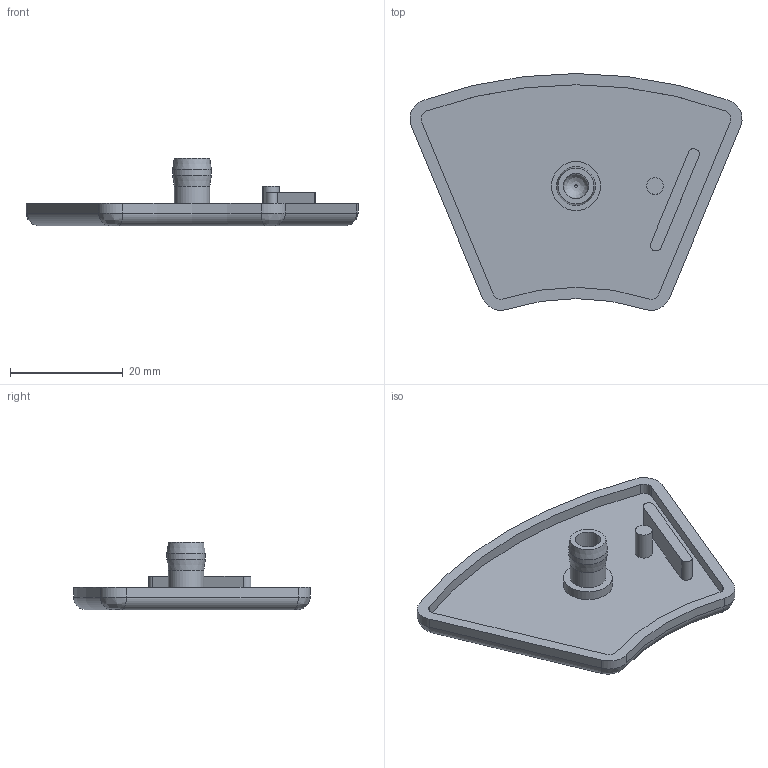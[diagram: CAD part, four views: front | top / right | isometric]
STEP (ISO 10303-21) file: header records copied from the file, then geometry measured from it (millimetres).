
FILE_DESCRIPTION((''),'2;1');
FILE_NAME('SZ0027S-A.stp','2013-08-20T07:59:47',('janine behrens'),(''),'Autodesk Inventor 2012','Autodesk Inventor 2012','');
FILE_SCHEMA(('AUTOMOTIVE_DESIGN { 1 0 10303 214 1 1 1 1 }'));
Length unit declared in the file: millimetre
Products named in the file (1): SZ0027S-A
Bounding box: 59.01 x 42.1 x 12 mm (x, y, z)
Volume: 4666.8 mm3; surface area: 5098.2 mm2
Topology: 1 solids, 1 shells, 44 faces, 96 edges, 60 vertices
Faces by surface type: cylinder 21, plane 14, bspline 5, torus 2, cone 2
Full cylindrical faces by diameter (mm): 3 x1, 4.5 x1, 6.3 x1, 6.9 x1, 8.7 x1
Entity records: 1326 total; most frequent: CARTESIAN_POINT 333, DIRECTION 222, ORIENTED_EDGE 176, AXIS2_PLACEMENT_3D 94, EDGE_CURVE 88, VERTEX_POINT 60, EDGE_LOOP 58, CIRCLE 54
